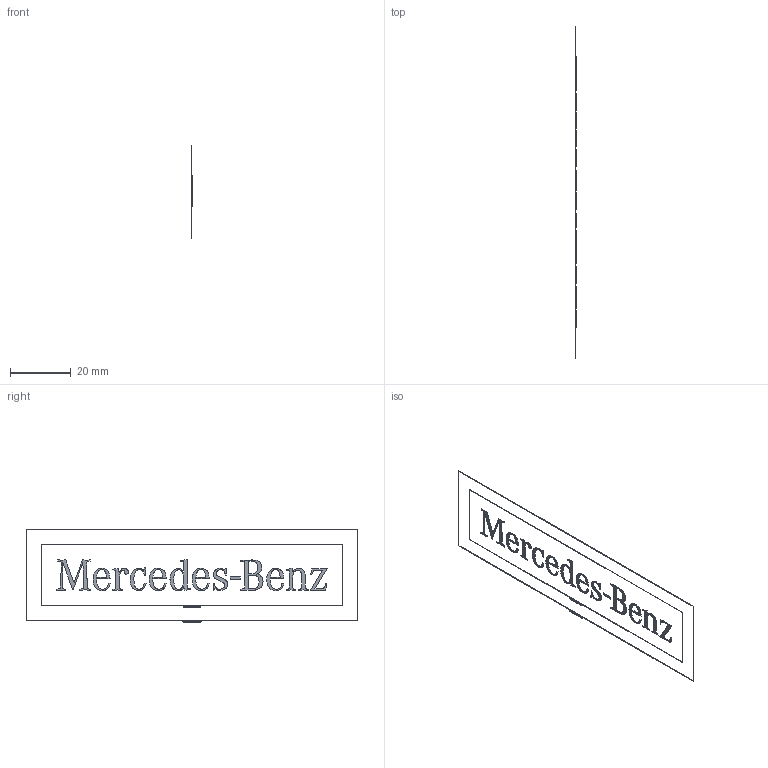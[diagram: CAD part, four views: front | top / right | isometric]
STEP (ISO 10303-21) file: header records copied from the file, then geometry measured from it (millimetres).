
FILE_DESCRIPTION(/* description */ (''),/* implementation_level */ '2;1');
FILE_NAME(/* name */ 'Schriftzug Mercedes-Benz 10mm.stp',/* time_stamp */ '2023-11-13T12:17:58+01:00',/* author */ (''),/* organization */ (''),/* preprocessor_version */ 'ST-DEVELOPER v19.3',/* originating_system */ 'SIEMENS PLM Software NX2212.3001',/* authorisation */ '');
FILE_SCHEMA (('AUTOMOTIVE_DESIGN { 1 0 10303 214 3 1 1 1 }'));
Length unit declared in the file: millimetre
Products named in the file (1): Schriftzug Mercedes-Benz 10mm
Bounding box: 0.2 x 109.29 x 30.8 mm (x, y, z)
Volume: 28.3 mm3; surface area: 731.3 mm2
Topology: 23 solids, 23 shells, 513 faces, 1401 edges, 934 vertices
Faces by surface type: plane 318, extrusion 187, cylinder 8
Entity records: 26863 total; most frequent: CARTESIAN_POINT 14377, ORIENTED_EDGE 2800, DIRECTION 1820, EDGE_CURVE 1400, VECTOR 1134, LINE 947, VERTEX_POINT 934, B_SPLINE_CURVE_WITH_KNOTS 624
